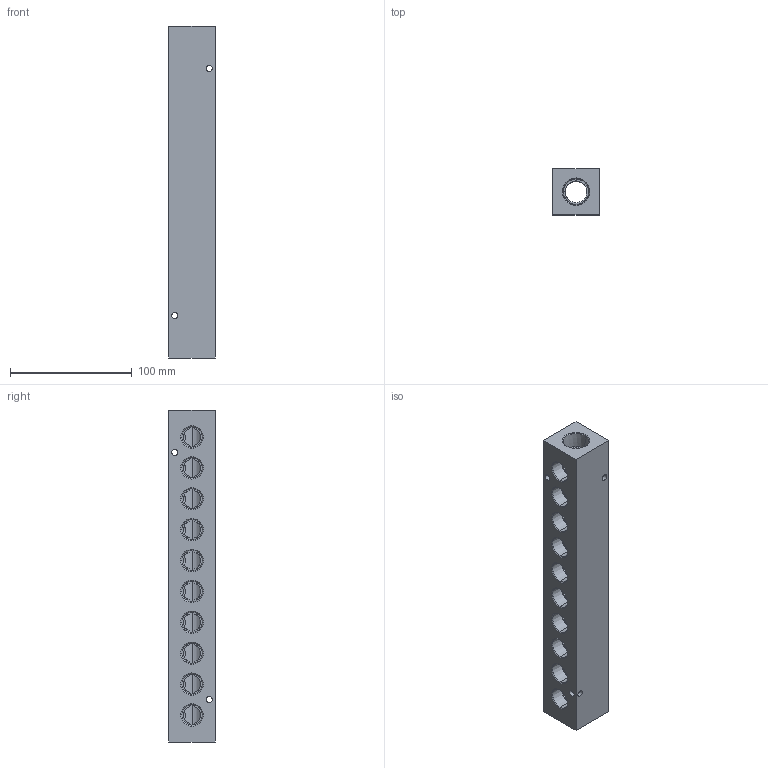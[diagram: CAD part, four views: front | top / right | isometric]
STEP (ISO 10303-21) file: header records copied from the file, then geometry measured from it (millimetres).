
FILE_DESCRIPTION (( 'STEP AP203' ), '1' );
FILE_NAME ('MRA-10ED-90.step', '2015-12-02T21:11:22', ( '' ), ( '' ), 'SwSTEP 2.0', 'SolidWorks 2015', '' );
FILE_SCHEMA (( 'CONFIG_CONTROL_DESIGN' ));
Length unit declared in the file: inch
Products named in the file (1): MRA-10ED-90
Bounding box: 38.1 x 38.1 x 273.05 mm (x, y, z)
Volume: 274190 mm3; surface area: 65915.4 mm2
Topology: 1 solids, 1 shells, 194 faces, 566 edges, 352 vertices
Faces by surface type: cone 88, cylinder 58, plane 48
Entity records: 7881 total; most frequent: CARTESIAN_POINT 2791, ORIENTED_EDGE 1132, DIRECTION 982, EDGE_CURVE 566, AXIS2_PLACEMENT_3D 387, VERTEX_POINT 352, EDGE_LOOP 226, VECTOR 208
